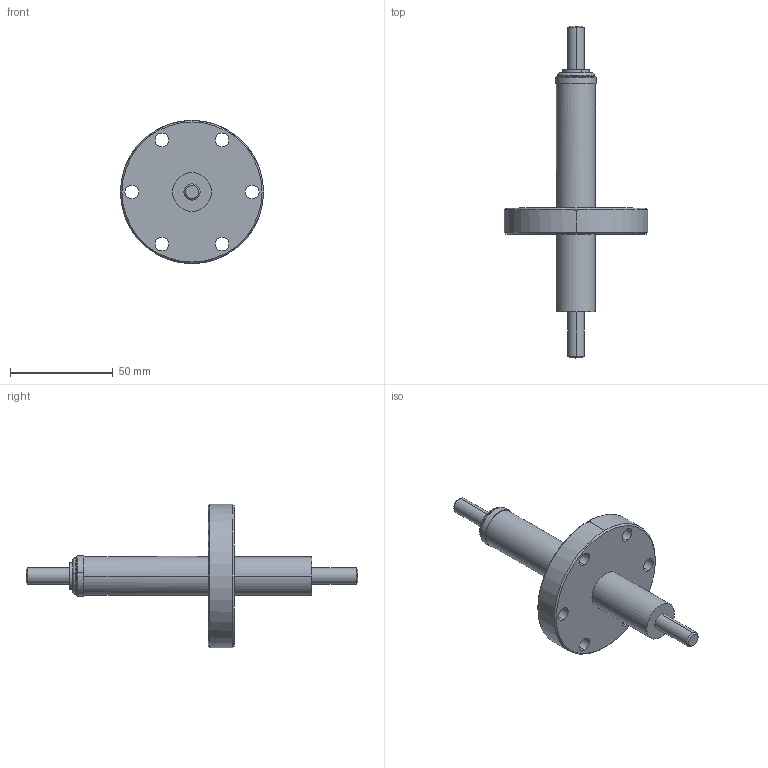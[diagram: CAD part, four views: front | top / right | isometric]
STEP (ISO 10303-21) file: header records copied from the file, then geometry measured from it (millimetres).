
FILE_DESCRIPTION (( 'STEP AP203' ), '1' );
FILE_NAME ('A4613-1-CF.STEP', '2019-06-12T15:43:57', ( '' ), ( '' ), 'SwSTEP 2.0', 'SolidWorks 2019', '' );
FILE_SCHEMA (( 'CONFIG_CONTROL_DESIGN' ));
Length unit declared in the file: inch
Products named in the file (1): A4613-1-CF
Bounding box: 69.85 x 161.93 x 69.85 mm (x, y, z)
Volume: 75836.6 mm3; surface area: 20256.8 mm2
Topology: 1 solids, 2 shells, 73 faces, 170 edges, 108 vertices
Faces by surface type: cylinder 36, plane 19, cone 14, torus 4
Entity records: 2229 total; most frequent: DIRECTION 418, CARTESIAN_POINT 364, ORIENTED_EDGE 340, AXIS2_PLACEMENT_3D 178, EDGE_CURVE 170, VERTEX_POINT 108, CIRCLE 104, EDGE_LOOP 94
